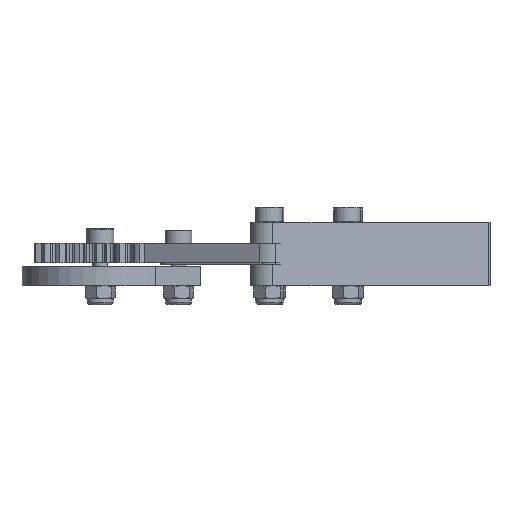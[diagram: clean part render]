
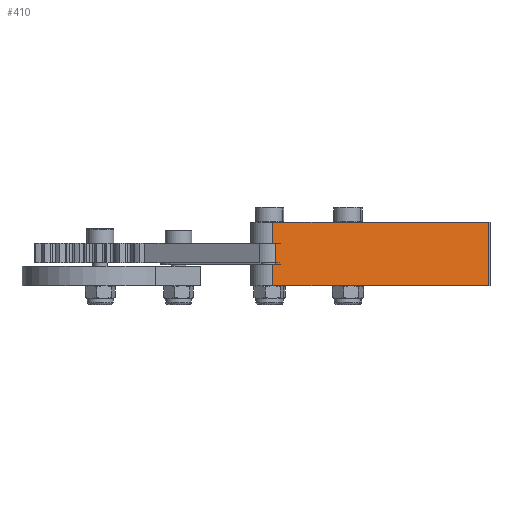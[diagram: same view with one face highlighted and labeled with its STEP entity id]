
A CAD part, left-side view. The second image highlights one B-rep face of the part: STEP entity #410.
In plain terms, the highlighted planar face has unit normal (-0.975, -0.224, 0).
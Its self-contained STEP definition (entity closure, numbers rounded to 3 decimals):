
#24 = VERTEX_POINT('',#25);
#25 = CARTESIAN_POINT('',(175.497,229.639,0.));
#33 = CYLINDRICAL_SURFACE('',#34,3.7);
#34 = AXIS2_PLACEMENT_3D('',#35,#36,#37);
#35 = CARTESIAN_POINT('',(179.103,230.466,0.));
#36 = DIRECTION('',(-0.,-0.,-1.));
#37 = DIRECTION('',(1.,0.,0.));
#45 = PLANE('',#46);
#46 = AXIS2_PLACEMENT_3D('',#47,#48,#49);
#47 = CARTESIAN_POINT('',(182.413,232.121,0.));
#48 = DIRECTION('',(0.,0.,-1.));
#49 = DIRECTION('',(-1.,0.,0.));
#90 = VERTEX_POINT('',#91);
#91 = CARTESIAN_POINT('',(175.497,229.639,4.3));
#106 = PLANE('',#107);
#107 = AXIS2_PLACEMENT_3D('',#108,#109,#110);
#108 = CARTESIAN_POINT('',(180.152,236.643,4.3));
#109 = DIRECTION('',(0.,0.,1.));
#110 = DIRECTION('',(0.447,-0.894,0.)
  );
#122 = EDGE_CURVE('',#24,#90,#123,.T.);
#123 = SURFACE_CURVE('',#124,(#128,#135),.PCURVE_S1.);
#124 = LINE('',#125,#126);
#125 = CARTESIAN_POINT('',(175.497,229.639,0.));
#126 = VECTOR('',#127,1.);
#127 = DIRECTION('',(0.,0.,1.));
#128 = PCURVE('',#33,#129);
#129 = DEFINITIONAL_REPRESENTATION('',(#130),#134);
#130 = LINE('',#131,#132);
#131 = CARTESIAN_POINT('',(-3.367,0.));
#132 = VECTOR('',#133,1.);
#133 = DIRECTION('',(-0.,-1.));
#134 = ( GEOMETRIC_REPRESENTATION_CONTEXT(2) 
PARAMETRIC_REPRESENTATION_CONTEXT() REPRESENTATION_CONTEXT('2D SPACE',''
  ) );
#135 = PCURVE('',#136,#141);
#136 = PLANE('',#137);
#137 = AXIS2_PLACEMENT_3D('',#138,#139,#140);
#138 = CARTESIAN_POINT('',(175.497,229.639,0.));
#139 = DIRECTION('',(0.975,0.224,0.));
#140 = DIRECTION('',(0.224,-0.975,0.));
#141 = DEFINITIONAL_REPRESENTATION('',(#142),#146);
#142 = LINE('',#143,#144);
#143 = CARTESIAN_POINT('',(0.,0.));
#144 = VECTOR('',#145,1.);
#145 = DIRECTION('',(0.,-1.));
#146 = ( GEOMETRIC_REPRESENTATION_CONTEXT(2) 
PARAMETRIC_REPRESENTATION_CONTEXT() REPRESENTATION_CONTEXT('2D SPACE',''
  ) );
#293 = VERTEX_POINT('',#294);
#294 = CARTESIAN_POINT('',(185.603,185.566,0.));
#308 = PLANE('',#309);
#309 = AXIS2_PLACEMENT_3D('',#310,#311,#312);
#310 = CARTESIAN_POINT('',(185.603,185.566,0.));
#311 = DIRECTION('',(0.,1.,0.));
#312 = DIRECTION('',(1.,0.,0.));
#320 = EDGE_CURVE('',#24,#293,#321,.T.);
#321 = SURFACE_CURVE('',#322,(#326,#333),.PCURVE_S1.);
#322 = LINE('',#323,#324);
#323 = CARTESIAN_POINT('',(175.497,229.639,0.));
#324 = VECTOR('',#325,1.);
#325 = DIRECTION('',(0.224,-0.975,0.));
#326 = PCURVE('',#45,#327);
#327 = DEFINITIONAL_REPRESENTATION('',(#328),#332);
#328 = LINE('',#329,#330);
#329 = CARTESIAN_POINT('',(6.916,-2.482));
#330 = VECTOR('',#331,1.);
#331 = DIRECTION('',(-0.224,-0.975));
#332 = ( GEOMETRIC_REPRESENTATION_CONTEXT(2) 
PARAMETRIC_REPRESENTATION_CONTEXT() REPRESENTATION_CONTEXT('2D SPACE',''
  ) );
#333 = PCURVE('',#136,#334);
#334 = DEFINITIONAL_REPRESENTATION('',(#335),#339);
#335 = LINE('',#336,#337);
#336 = CARTESIAN_POINT('',(0.,0.));
#337 = VECTOR('',#338,1.);
#338 = DIRECTION('',(1.,0.));
#339 = ( GEOMETRIC_REPRESENTATION_CONTEXT(2) 
PARAMETRIC_REPRESENTATION_CONTEXT() REPRESENTATION_CONTEXT('2D SPACE',''
  ) );
#410 = ADVANCED_FACE('',(#411),#136,.F.);
#411 = FACE_BOUND('',#412,.F.);
#412 = EDGE_LOOP('',(#413,#414,#415,#436,#462,#488,#516,#544));
#413 = ORIENTED_EDGE('',*,*,#320,.F.);
#414 = ORIENTED_EDGE('',*,*,#122,.T.);
#415 = ORIENTED_EDGE('',*,*,#416,.T.);
#416 = EDGE_CURVE('',#90,#417,#419,.T.);
#417 = VERTEX_POINT('',#418);
#418 = CARTESIAN_POINT('',(175.596,229.208,4.3));
#419 = SURFACE_CURVE('',#420,(#424,#430),.PCURVE_S1.);
#420 = LINE('',#421,#422);
#421 = CARTESIAN_POINT('',(174.85,232.459,4.3));
#422 = VECTOR('',#423,1.);
#423 = DIRECTION('',(0.224,-0.975,0.)
  );
#424 = PCURVE('',#136,#425);
#425 = DEFINITIONAL_REPRESENTATION('',(#426),#429);
#426 = B_SPLINE_CURVE_WITH_KNOTS('',1,(#427,#428),.UNSPECIFIED.,.F.,.F.,
  (2,2),(-1.629,6.472),.PIECEWISE_BEZIER_KNOTS.);
#427 = CARTESIAN_POINT('',(-4.522,-4.3));
#428 = CARTESIAN_POINT('',(3.579,-4.3));
#429 = ( GEOMETRIC_REPRESENTATION_CONTEXT(2) 
PARAMETRIC_REPRESENTATION_CONTEXT() REPRESENTATION_CONTEXT('2D SPACE',''
  ) );
#430 = PCURVE('',#106,#431);
#431 = DEFINITIONAL_REPRESENTATION('',(#432),#435);
#432 = B_SPLINE_CURVE_WITH_KNOTS('',1,(#433,#434),.UNSPECIFIED.,.F.,.F.,
  (2,2),(-1.629,6.472),.PIECEWISE_BEZIER_KNOTS.);
#433 = CARTESIAN_POINT('',(-0.211,-6.228));
#434 = CARTESIAN_POINT('',(7.66,-8.14));
#435 = ( GEOMETRIC_REPRESENTATION_CONTEXT(2) 
PARAMETRIC_REPRESENTATION_CONTEXT() REPRESENTATION_CONTEXT('2D SPACE',''
  ) );
#436 = ORIENTED_EDGE('',*,*,#437,.T.);
#437 = EDGE_CURVE('',#417,#438,#440,.T.);
#438 = VERTEX_POINT('',#439);
#439 = CARTESIAN_POINT('',(175.596,229.208,8.7));
#440 = SURFACE_CURVE('',#441,(#445,#451),.PCURVE_S1.);
#441 = LINE('',#442,#443);
#442 = CARTESIAN_POINT('',(175.596,229.208,3.25));
#443 = VECTOR('',#444,1.);
#444 = DIRECTION('',(0.,0.,1.));
#445 = PCURVE('',#136,#446);
#446 = DEFINITIONAL_REPRESENTATION('',(#447),#450);
#447 = B_SPLINE_CURVE_WITH_KNOTS('',1,(#448,#449),.UNSPECIFIED.,.F.,.F.,
  (2,2),(0.61,5.89),.PIECEWISE_BEZIER_KNOTS.);
#448 = CARTESIAN_POINT('',(0.443,-3.86));
#449 = CARTESIAN_POINT('',(0.443,-9.14));
#450 = ( GEOMETRIC_REPRESENTATION_CONTEXT(2) 
PARAMETRIC_REPRESENTATION_CONTEXT() REPRESENTATION_CONTEXT('2D SPACE',''
  ) );
#451 = PCURVE('',#452,#457);
#452 = PLANE('',#453);
#453 = AXIS2_PLACEMENT_3D('',#454,#455,#456);
#454 = CARTESIAN_POINT('',(179.794,220.812,6.5));
#455 = DIRECTION('',(0.894,0.447,0.));
#456 = DIRECTION('',(-0.447,0.894,0.)
  );
#457 = DEFINITIONAL_REPRESENTATION('',(#458),#461);
#458 = B_SPLINE_CURVE_WITH_KNOTS('',1,(#459,#460),.UNSPECIFIED.,.F.,.F.,
  (2,2),(0.61,5.89),.PIECEWISE_BEZIER_KNOTS.);
#459 = CARTESIAN_POINT('',(9.387,-2.64));
#460 = CARTESIAN_POINT('',(9.387,2.64));
#461 = ( GEOMETRIC_REPRESENTATION_CONTEXT(2) 
PARAMETRIC_REPRESENTATION_CONTEXT() REPRESENTATION_CONTEXT('2D SPACE',''
  ) );
#462 = ORIENTED_EDGE('',*,*,#463,.T.);
#463 = EDGE_CURVE('',#438,#464,#466,.T.);
#464 = VERTEX_POINT('',#465);
#465 = CARTESIAN_POINT('',(175.497,229.639,8.7));
#466 = SURFACE_CURVE('',#467,(#471,#477),.PCURVE_S1.);
#467 = LINE('',#468,#469);
#468 = CARTESIAN_POINT('',(177.891,219.199,8.7));
#469 = VECTOR('',#470,1.);
#470 = DIRECTION('',(-0.224,0.975,0.)
  );
#471 = PCURVE('',#136,#472);
#472 = DEFINITIONAL_REPRESENTATION('',(#473),#476);
#473 = B_SPLINE_CURVE_WITH_KNOTS('',1,(#474,#475),.UNSPECIFIED.,.F.,.F.,
  (2,2),(7.133,15.233),.PIECEWISE_BEZIER_KNOTS.);
#474 = CARTESIAN_POINT('',(3.579,-8.7));
#475 = CARTESIAN_POINT('',(-4.522,-8.7));
#476 = ( GEOMETRIC_REPRESENTATION_CONTEXT(2) 
PARAMETRIC_REPRESENTATION_CONTEXT() REPRESENTATION_CONTEXT('2D SPACE',''
  ) );
#477 = PCURVE('',#478,#483);
#478 = PLANE('',#479);
#479 = AXIS2_PLACEMENT_3D('',#480,#481,#482);
#480 = CARTESIAN_POINT('',(192.674,211.599,8.7));
#481 = DIRECTION('',(0.,0.,-1.));
#482 = DIRECTION('',(-0.447,0.894,0.)
  );
#483 = DEFINITIONAL_REPRESENTATION('',(#484),#487);
#484 = B_SPLINE_CURVE_WITH_KNOTS('',1,(#485,#486),.UNSPECIFIED.,.F.,.F.,
  (2,2),(7.133,15.233),.PIECEWISE_BEZIER_KNOTS.);
#485 = CARTESIAN_POINT('',(20.34,-8.14));
#486 = CARTESIAN_POINT('',(28.211,-6.228));
#487 = ( GEOMETRIC_REPRESENTATION_CONTEXT(2) 
PARAMETRIC_REPRESENTATION_CONTEXT() REPRESENTATION_CONTEXT('2D SPACE',''
  ) );
#488 = ORIENTED_EDGE('',*,*,#489,.T.);
#489 = EDGE_CURVE('',#464,#490,#492,.T.);
#490 = VERTEX_POINT('',#491);
#491 = CARTESIAN_POINT('',(175.497,229.639,13.));
#492 = SURFACE_CURVE('',#493,(#497,#504),.PCURVE_S1.);
#493 = LINE('',#494,#495);
#494 = CARTESIAN_POINT('',(175.497,229.639,0.));
#495 = VECTOR('',#496,1.);
#496 = DIRECTION('',(0.,0.,1.));
#497 = PCURVE('',#136,#498);
#498 = DEFINITIONAL_REPRESENTATION('',(#499),#503);
#499 = LINE('',#500,#501);
#500 = CARTESIAN_POINT('',(0.,0.));
#501 = VECTOR('',#502,1.);
#502 = DIRECTION('',(0.,-1.));
#503 = ( GEOMETRIC_REPRESENTATION_CONTEXT(2) 
PARAMETRIC_REPRESENTATION_CONTEXT() REPRESENTATION_CONTEXT('2D SPACE',''
  ) );
#504 = PCURVE('',#505,#510);
#505 = CYLINDRICAL_SURFACE('',#506,3.7);
#506 = AXIS2_PLACEMENT_3D('',#507,#508,#509);
#507 = CARTESIAN_POINT('',(179.103,230.466,0.));
#508 = DIRECTION('',(-0.,-0.,-1.));
#509 = DIRECTION('',(1.,0.,0.));
#510 = DEFINITIONAL_REPRESENTATION('',(#511),#515);
#511 = LINE('',#512,#513);
#512 = CARTESIAN_POINT('',(-3.367,0.));
#513 = VECTOR('',#514,1.);
#514 = DIRECTION('',(-0.,-1.));
#515 = ( GEOMETRIC_REPRESENTATION_CONTEXT(2) 
PARAMETRIC_REPRESENTATION_CONTEXT() REPRESENTATION_CONTEXT('2D SPACE',''
  ) );
#516 = ORIENTED_EDGE('',*,*,#517,.T.);
#517 = EDGE_CURVE('',#490,#518,#520,.T.);
#518 = VERTEX_POINT('',#519);
#519 = CARTESIAN_POINT('',(185.603,185.566,13.));
#520 = SURFACE_CURVE('',#521,(#525,#532),.PCURVE_S1.);
#521 = LINE('',#522,#523);
#522 = CARTESIAN_POINT('',(175.497,229.639,13.));
#523 = VECTOR('',#524,1.);
#524 = DIRECTION('',(0.224,-0.975,0.));
#525 = PCURVE('',#136,#526);
#526 = DEFINITIONAL_REPRESENTATION('',(#527),#531);
#527 = LINE('',#528,#529);
#528 = CARTESIAN_POINT('',(0.,-13.));
#529 = VECTOR('',#530,1.);
#530 = DIRECTION('',(1.,0.));
#531 = ( GEOMETRIC_REPRESENTATION_CONTEXT(2) 
PARAMETRIC_REPRESENTATION_CONTEXT() REPRESENTATION_CONTEXT('2D SPACE',''
  ) );
#532 = PCURVE('',#533,#538);
#533 = PLANE('',#534);
#534 = AXIS2_PLACEMENT_3D('',#535,#536,#537);
#535 = CARTESIAN_POINT('',(182.413,232.121,13.));
#536 = DIRECTION('',(0.,0.,-1.));
#537 = DIRECTION('',(-1.,0.,0.));
#538 = DEFINITIONAL_REPRESENTATION('',(#539),#543);
#539 = LINE('',#540,#541);
#540 = CARTESIAN_POINT('',(6.916,-2.482));
#541 = VECTOR('',#542,1.);
#542 = DIRECTION('',(-0.224,-0.975));
#543 = ( GEOMETRIC_REPRESENTATION_CONTEXT(2) 
PARAMETRIC_REPRESENTATION_CONTEXT() REPRESENTATION_CONTEXT('2D SPACE',''
  ) );
#544 = ORIENTED_EDGE('',*,*,#545,.F.);
#545 = EDGE_CURVE('',#293,#518,#546,.T.);
#546 = SURFACE_CURVE('',#547,(#551,#558),.PCURVE_S1.);
#547 = LINE('',#548,#549);
#548 = CARTESIAN_POINT('',(185.603,185.566,0.));
#549 = VECTOR('',#550,1.);
#550 = DIRECTION('',(0.,0.,1.));
#551 = PCURVE('',#136,#552);
#552 = DEFINITIONAL_REPRESENTATION('',(#553),#557);
#553 = LINE('',#554,#555);
#554 = CARTESIAN_POINT('',(45.217,0.));
#555 = VECTOR('',#556,1.);
#556 = DIRECTION('',(0.,-1.));
#557 = ( GEOMETRIC_REPRESENTATION_CONTEXT(2) 
PARAMETRIC_REPRESENTATION_CONTEXT() REPRESENTATION_CONTEXT('2D SPACE',''
  ) );
#558 = PCURVE('',#308,#559);
#559 = DEFINITIONAL_REPRESENTATION('',(#560),#564);
#560 = LINE('',#561,#562);
#561 = CARTESIAN_POINT('',(0.,0.));
#562 = VECTOR('',#563,1.);
#563 = DIRECTION('',(0.,-1.));
#564 = ( GEOMETRIC_REPRESENTATION_CONTEXT(2) 
PARAMETRIC_REPRESENTATION_CONTEXT() REPRESENTATION_CONTEXT('2D SPACE',''
  ) );
